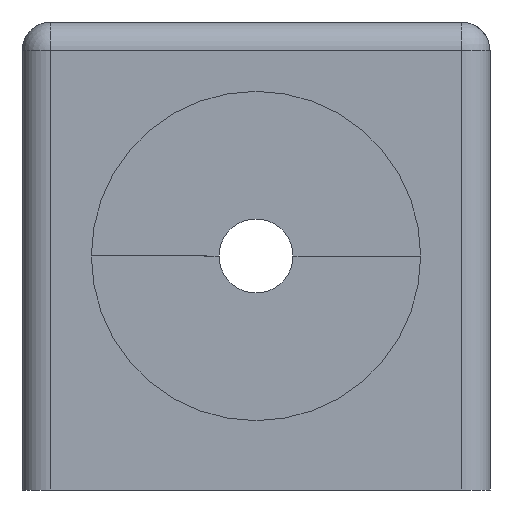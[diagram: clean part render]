
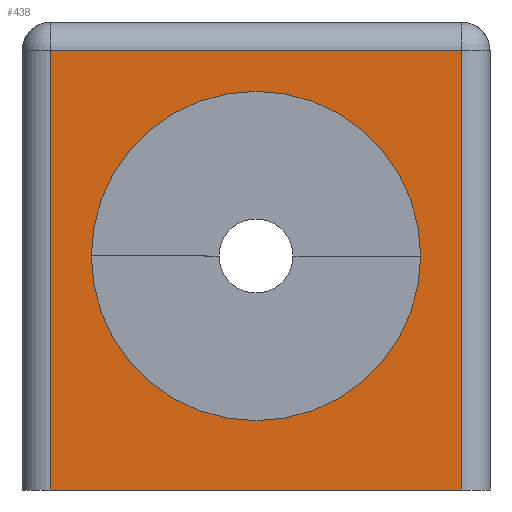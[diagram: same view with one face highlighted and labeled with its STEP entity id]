
A CAD part, front view. The second image highlights one B-rep face of the part: STEP entity #438.
In plain terms, the highlighted planar face has unit normal (0, -1, 0).
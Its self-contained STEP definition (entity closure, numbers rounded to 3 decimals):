
#91 = VERTEX_POINT('',#92);
#92 = CARTESIAN_POINT('',(-3.55,-0.,-4.05));
#99 = EDGE_CURVE('',#100,#91,#102,.T.);
#100 = VERTEX_POINT('',#101);
#101 = CARTESIAN_POINT('',(3.55,-0.,-4.05));
#102 = LINE('',#103,#104);
#103 = CARTESIAN_POINT('',(4.05,0.,-4.05));
#104 = VECTOR('',#105,1.);
#105 = DIRECTION('',(-1.,0.,0.));
#393 = EDGE_CURVE('',#91,#394,#396,.T.);
#394 = VERTEX_POINT('',#395);
#395 = CARTESIAN_POINT('',(-3.55,0.,3.55));
#396 = LINE('',#397,#398);
#397 = CARTESIAN_POINT('',(-3.55,0.,-4.05));
#398 = VECTOR('',#399,1.);
#399 = DIRECTION('',(0.,0.,1.));
#418 = EDGE_CURVE('',#100,#419,#421,.T.);
#419 = VERTEX_POINT('',#420);
#420 = CARTESIAN_POINT('',(3.55,-0.,3.55));
#421 = LINE('',#422,#423);
#422 = CARTESIAN_POINT('',(3.55,0.,-4.05));
#423 = VECTOR('',#424,1.);
#424 = DIRECTION('',(0.,0.,1.));
#438 = ADVANCED_FACE('',(#439,#450),#461,.T.);
#439 = FACE_BOUND('',#440,.T.);
#440 = EDGE_LOOP('',(#441,#442,#443,#449));
#441 = ORIENTED_EDGE('',*,*,#99,.F.);
#442 = ORIENTED_EDGE('',*,*,#418,.T.);
#443 = ORIENTED_EDGE('',*,*,#444,.T.);
#444 = EDGE_CURVE('',#419,#394,#445,.T.);
#445 = LINE('',#446,#447);
#446 = CARTESIAN_POINT('',(4.05,0.,3.55));
#447 = VECTOR('',#448,1.);
#448 = DIRECTION('',(-1.,0.,0.));
#449 = ORIENTED_EDGE('',*,*,#393,.F.);
#450 = FACE_BOUND('',#451,.T.);
#451 = EDGE_LOOP('',(#452));
#452 = ORIENTED_EDGE('',*,*,#453,.F.);
#453 = EDGE_CURVE('',#454,#454,#456,.T.);
#454 = VERTEX_POINT('',#455);
#455 = CARTESIAN_POINT('',(2.85,0.,0.));
#456 = CIRCLE('',#457,2.85);
#457 = AXIS2_PLACEMENT_3D('',#458,#459,#460);
#458 = CARTESIAN_POINT('',(0.,0.,0.));
#459 = DIRECTION('',(0.,-1.,0.));
#460 = DIRECTION('',(1.,0.,0.));
#461 = PLANE('',#462);
#462 = AXIS2_PLACEMENT_3D('',#463,#464,#465);
#463 = CARTESIAN_POINT('',(4.05,0.,-4.05));
#464 = DIRECTION('',(0.,-1.,0.));
#465 = DIRECTION('',(-1.,0.,0.));
